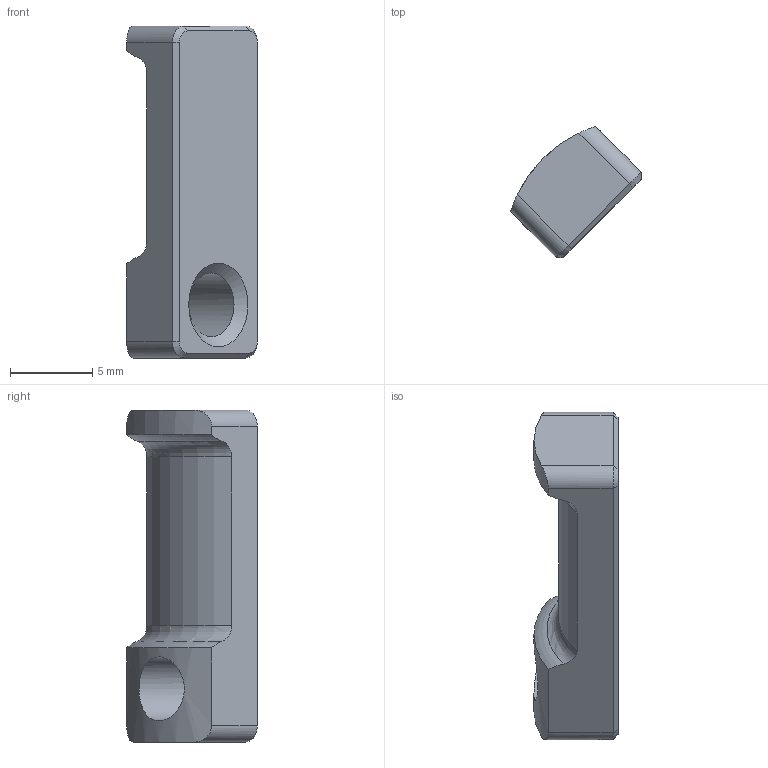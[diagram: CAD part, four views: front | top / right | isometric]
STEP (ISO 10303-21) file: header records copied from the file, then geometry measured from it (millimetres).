
FILE_DESCRIPTION(/* description */ (''),/* implementation_level */ '2;1');
FILE_NAME(/* name */ 'corner-clamp.step',/* time_stamp */ '2025-09-26T14:29:40-04:00',/* author */ (''),/* organization */ (''),/* preprocessor_version */ 'ST-DEVELOPER v20.1',/* originating_system */ 'Autodesk Translation Framework v14.17.0.0',/* authorisation */ '');
FILE_SCHEMA (('AUTOMOTIVE_DESIGN { 1 0 10303 214 3 1 1 }'));
Length unit declared in the file: millimetre
Products named in the file (1): corner-clamp
Bounding box: 7.96 x 7.96 x 20.24 mm (x, y, z)
Volume: 507.4 mm3; surface area: 531.5 mm2
Topology: 1 solids, 1 shells, 26 faces, 63 edges, 39 vertices
Faces by surface type: plane 9, cylinder 8, cone 5, torus 4
Full cylindrical faces by diameter (mm): 3.9 x1
Entity records: 895 total; most frequent: CARTESIAN_POINT 263, ORIENTED_EDGE 126, DIRECTION 120, EDGE_CURVE 63, AXIS2_PLACEMENT_3D 44, VERTEX_POINT 39, LINE 32, VECTOR 32
